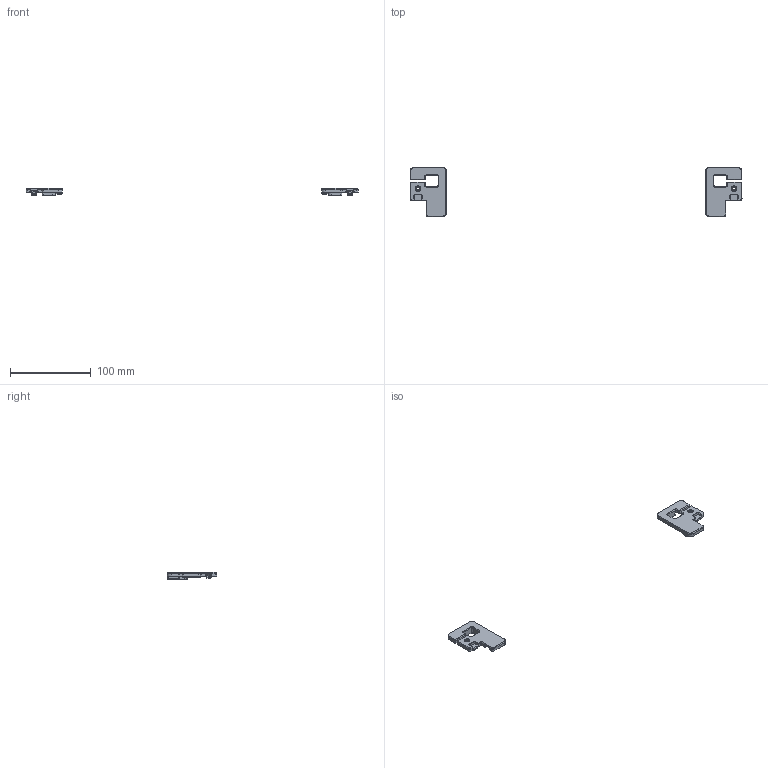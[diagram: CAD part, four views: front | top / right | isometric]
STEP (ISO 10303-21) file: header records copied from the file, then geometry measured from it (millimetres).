
FILE_DESCRIPTION(/* description */ (''),/* implementation_level */ '2;1');
FILE_NAME(/* name */ 'Z Belt Covers Harness.step',/* time_stamp */ '2023-01-01T08:34:50-05:00',/* author */ (''),/* organization */ (''),/* preprocessor_version */ 'ST-DEVELOPER v19.2',/* originating_system */ 'Autodesk Translation Framework v11.17.0.187',/* authorisation */ '');
FILE_SCHEMA (('AUTOMOTIVE_DESIGN { 1 0 10303 214 3 1 1 }'));
Length unit declared in the file: millimetre
Products named in the file (1): Z Belt Covers Harness
Bounding box: 410 x 61 x 9 mm (x, y, z)
Volume: 20646.6 mm3; surface area: 12523.8 mm2
Topology: 2 solids, 2 shells, 428 faces, 1014 edges, 582 vertices
Faces by surface type: plane 160, cylinder 152, torus 40, cone 36, sphere 28, bspline 12
Full cylindrical faces by diameter (mm): 3.4 x2, 6 x2
Entity records: 12390 total; most frequent: CARTESIAN_POINT 2411, DIRECTION 2224, ORIENTED_EDGE 2016, EDGE_CURVE 1008, AXIS2_PLACEMENT_3D 823, VERTEX_POINT 582, LINE 578, VECTOR 578
